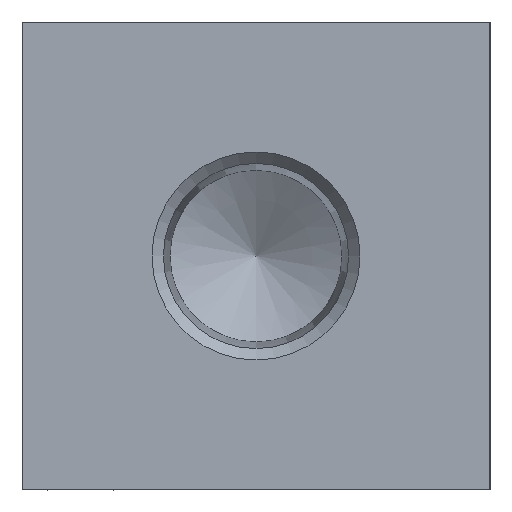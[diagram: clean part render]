
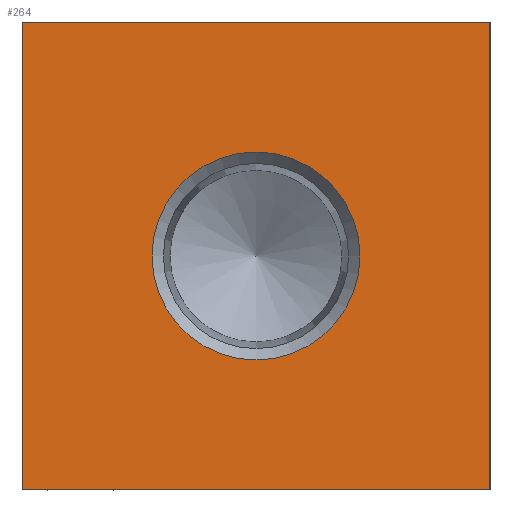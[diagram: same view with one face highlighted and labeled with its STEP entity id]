
A CAD part, left-side view. The second image highlights one B-rep face of the part: STEP entity #264.
In plain terms, the highlighted planar face has unit normal (-1, 0, 0).
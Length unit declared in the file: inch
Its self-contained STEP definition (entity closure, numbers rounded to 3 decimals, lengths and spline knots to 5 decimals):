
#264 = ADVANCED_FACE( '', ( #637, #638 ), #639, .F. );
#637 = FACE_BOUND( '', #1138, .T. );
#638 = FACE_OUTER_BOUND( '', #1139, .T. );
#639 = PLANE( '', #1140 );
#1138 = EDGE_LOOP( '', ( #1902 ) );
#1139 = EDGE_LOOP( '', ( #1903, #1904, #1905, #1906 ) );
#1140 = AXIS2_PLACEMENT_3D( '', #1907, #1908, #1909 );
#1902 = ORIENTED_EDGE( '', *, *, #3023, .T. );
#1903 = ORIENTED_EDGE( '', *, *, #3024, .F. );
#1904 = ORIENTED_EDGE( '', *, *, #3025, .F. );
#1905 = ORIENTED_EDGE( '', *, *, #2950, .F. );
#1906 = ORIENTED_EDGE( '', *, *, #3026, .F. );
#1907 = CARTESIAN_POINT( '', ( 0., 0., 0. ) );
#1908 = DIRECTION( '', ( 1., 0., 0. ) );
#1909 = DIRECTION( '', ( 0., 0., -1. ) );
#2950 = EDGE_CURVE( '', #3587, #3588, #3589, .T. );
#3023 = EDGE_CURVE( '', #3702, #3702, #3703, .T. );
#3024 = EDGE_CURVE( '', #3704, #3705, #3706, .T. );
#3025 = EDGE_CURVE( '', #3588, #3704, #3707, .T. );
#3026 = EDGE_CURVE( '', #3705, #3587, #3708, .T. );
#3587 = VERTEX_POINT( '', #4428 );
#3588 = VERTEX_POINT( '', #4429 );
#3589 = LINE( '', #4430, #4431 );
#3702 = VERTEX_POINT( '', #4580 );
#3703 = CIRCLE( '', #4581, 0.4444 );
#3704 = VERTEX_POINT( '', #4582 );
#3705 = VERTEX_POINT( '', #4583 );
#3706 = LINE( '', #4584, #4585 );
#3707 = LINE( '', #4586, #4587 );
#3708 = LINE( '', #4588, #4589 );
#4428 = CARTESIAN_POINT( '', ( 0., 0., 2. ) );
#4429 = CARTESIAN_POINT( '', ( 0., 0., 0. ) );
#4430 = CARTESIAN_POINT( '', ( 0., 0., 2. ) );
#4431 = VECTOR( '', #5241, 39.37008 );
#4580 = CARTESIAN_POINT( '', ( 0., 1., 0.5556 ) );
#4581 = AXIS2_PLACEMENT_3D( '', #5341, #5342, #5343 );
#4582 = CARTESIAN_POINT( '', ( 0., 2., 0. ) );
#4583 = CARTESIAN_POINT( '', ( 0., 2., 2. ) );
#4584 = CARTESIAN_POINT( '', ( 0., 2., 0. ) );
#4585 = VECTOR( '', #5344, 39.37008 );
#4586 = CARTESIAN_POINT( '', ( 0., 0., 0. ) );
#4587 = VECTOR( '', #5345, 39.37008 );
#4588 = CARTESIAN_POINT( '', ( 0., 2., 2. ) );
#4589 = VECTOR( '', #5346, 39.37008 );
#5241 = DIRECTION( '', ( 0., 0., -1. ) );
#5341 = CARTESIAN_POINT( '', ( 0., 1., 1. ) );
#5342 = DIRECTION( '', ( 1., 0., 0. ) );
#5343 = DIRECTION( '', ( 0., 0., -1. ) );
#5344 = DIRECTION( '', ( 0., 0., 1. ) );
#5345 = DIRECTION( '', ( 0., 1., 0. ) );
#5346 = DIRECTION( '', ( 0., -1., 0. ) );
